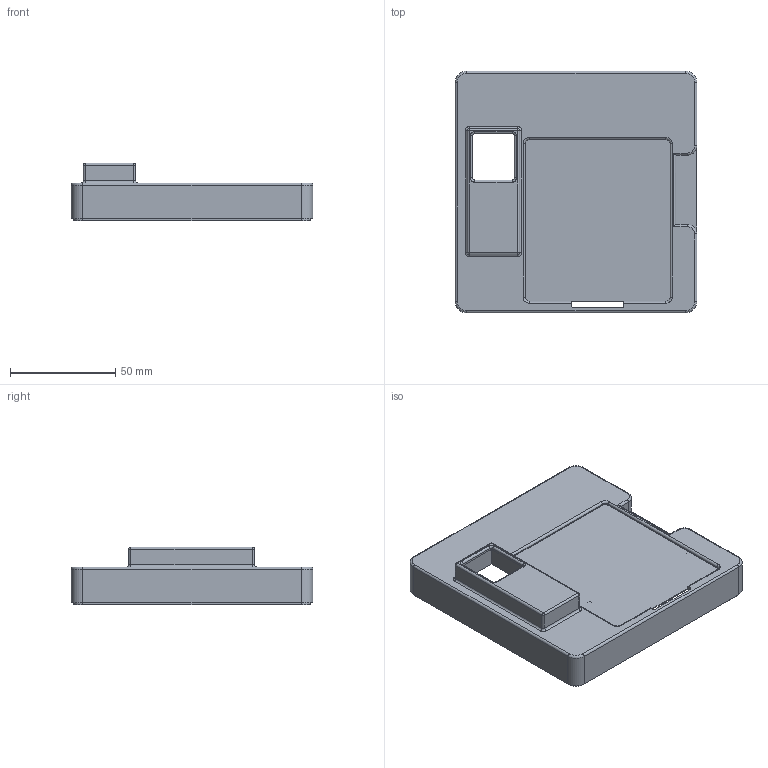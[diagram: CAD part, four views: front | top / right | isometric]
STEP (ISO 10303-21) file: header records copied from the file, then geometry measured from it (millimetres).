
FILE_DESCRIPTION(/* description */ (''),/* implementation_level */ '2;1');
FILE_NAME(/* name */ 'BOX_TOP_v0.0.4.step',/* time_stamp */ '2023-05-26T14:24:55+07:00',/* author */ (''),/* organization */ (''),/* preprocessor_version */ 'ST-DEVELOPER v19.2',/* originating_system */ 'Autodesk Translation Framework v12.4.0.73',/* authorisation */ '');
FILE_SCHEMA (('AUTOMOTIVE_DESIGN { 1 0 10303 214 3 1 1 }'));
Length unit declared in the file: millimetre
Products named in the file (3): Untitled; Drawing; Top
Assembly tree (2 placements, depth 2):
  Untitled
    Drawing
    Top
Bounding box: 115 x 115 x 27.5 mm (x, y, z)
Volume: 35886.3 mm3; surface area: 47813.7 mm2
Topology: 2 solids, 2 shells, 182 faces, 424 edges, 262 vertices
Faces by surface type: cylinder 80, plane 76, torus 18, sphere 4, cone 4
Full cylindrical faces by diameter (mm): 1.978 x1, 1.986 x1, 1.987 x1, 1.994 x1, 2 x4, 2.003 x1, 4 x5, 6 x4
Entity records: 5243 total; most frequent: DIRECTION 970, CARTESIAN_POINT 869, ORIENTED_EDGE 840, EDGE_CURVE 420, AXIS2_PLACEMENT_3D 363, VERTEX_POINT 262, LINE 244, VECTOR 244
